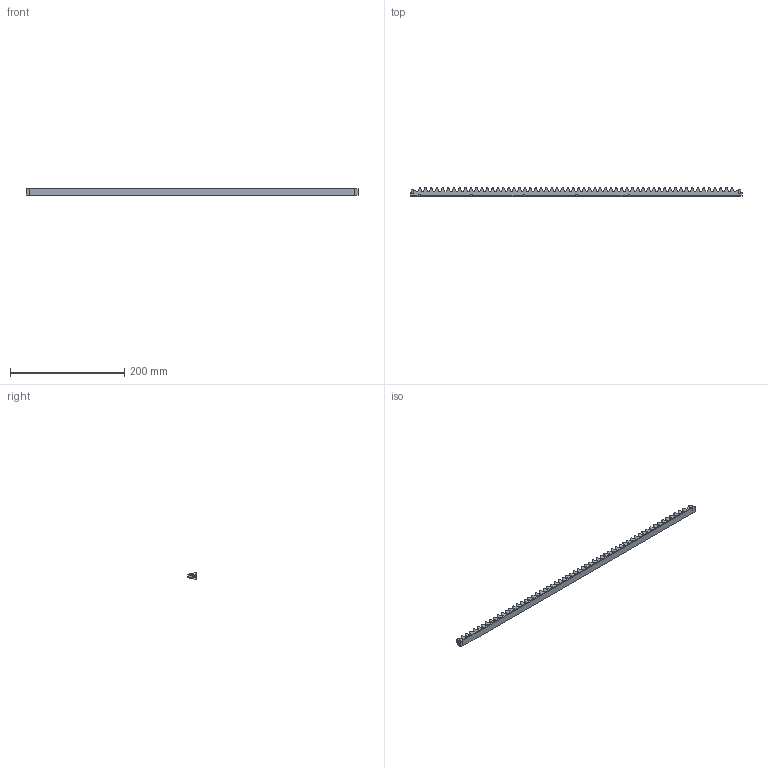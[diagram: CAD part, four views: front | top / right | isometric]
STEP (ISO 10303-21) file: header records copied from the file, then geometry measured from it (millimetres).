
FILE_DESCRIPTION(/* description */ (''),/* implementation_level */ '2;1');
FILE_NAME(/* name */ '3012CSC.stp',/* time_stamp */ '2019-08-05T14:41:50+02:00',/* author */ ('DOMINIQUE'),/* organization */ (''),/* preprocessor_version */ 'ST-DEVELOPER v17.2',/* originating_system */ 'Autodesk Inventor 2019',/* authorisation */ '');
FILE_SCHEMA (('AUTOMOTIVE_DESIGN { 1 0 10303 214 3 1 1 }'));
Length unit declared in the file: millimetre
Products named in the file (3): 3012CSC; 21585-9; 21585-10
Assembly tree (3 placements, depth 2):
  3012CSC
    21585-9
    21585-10  x2
Bounding box: 582 x 15 x 12 mm (x, y, z)
Volume: 40967.3 mm3; surface area: 30548.3 mm2
Topology: 3 solids, 3 shells, 462 faces, 1354 edges, 900 vertices
Faces by surface type: plane 274, cylinder 188
Entity records: 14649 total; most frequent: CARTESIAN_POINT 2570, ORIENTED_EDGE 2558, DIRECTION 2535, EDGE_CURVE 1279, LINE 905, VECTOR 905, VERTEX_POINT 850, AXIS2_PLACEMENT_3D 815
